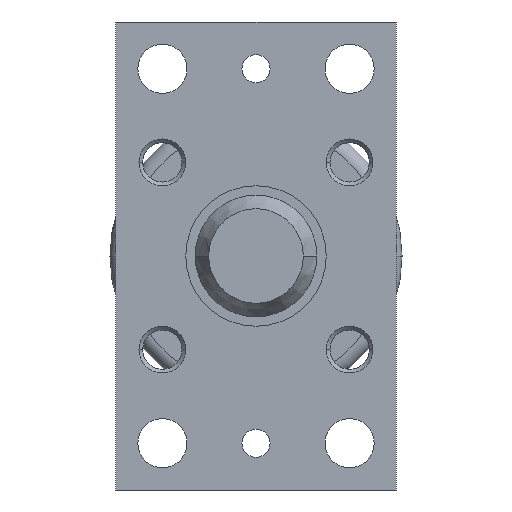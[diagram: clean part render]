
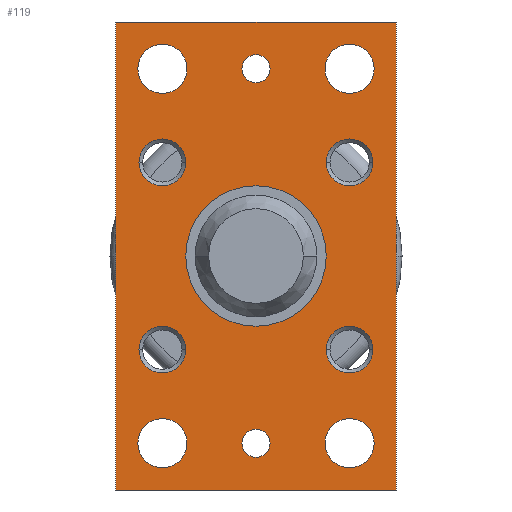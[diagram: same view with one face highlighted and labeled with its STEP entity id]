
A CAD part, left-side view. The second image highlights one B-rep face of the part: STEP entity #119.
In plain terms, the highlighted planar face has unit normal (-1, 0, 0).
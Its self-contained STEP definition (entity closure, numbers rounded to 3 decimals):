
#119=ADVANCED_FACE('',(#266,#267,#268,#269,#270,#271,#272,#273,#274,#275,#276,#277),#278,.F.);
#266=FACE_BOUND('',#477,.T.);
#267=FACE_BOUND('',#478,.T.);
#268=FACE_BOUND('',#479,.T.);
#269=FACE_BOUND('',#480,.T.);
#270=FACE_BOUND('',#481,.T.);
#271=FACE_BOUND('',#482,.T.);
#272=FACE_BOUND('',#483,.T.);
#273=FACE_BOUND('',#484,.T.);
#274=FACE_BOUND('',#485,.T.);
#275=FACE_BOUND('',#486,.T.);
#276=FACE_BOUND('',#487,.T.);
#277=FACE_OUTER_BOUND('',#488,.T.);
#278=PLANE('',#489);
#477=EDGE_LOOP('',(#1010,#1011));
#478=EDGE_LOOP('',(#1012,#1013));
#479=EDGE_LOOP('',(#1014,#1015));
#480=EDGE_LOOP('',(#1016,#1017));
#481=EDGE_LOOP('',(#1018,#1019));
#482=EDGE_LOOP('',(#1020,#1021));
#483=EDGE_LOOP('',(#1022,#1023));
#484=EDGE_LOOP('',(#1024,#1025));
#485=EDGE_LOOP('',(#1026,#1027));
#486=EDGE_LOOP('',(#1028,#1029));
#487=EDGE_LOOP('',(#1030,#1031));
#488=EDGE_LOOP('',(#1032,#1033,#1034,#1035));
#489=AXIS2_PLACEMENT_3D('',#1036,#1037,#1038);
#1010=ORIENTED_EDGE('',*,*,#1464,.T.);
#1011=ORIENTED_EDGE('',*,*,#1440,.T.);
#1012=ORIENTED_EDGE('',*,*,#1465,.T.);
#1013=ORIENTED_EDGE('',*,*,#1436,.T.);
#1014=ORIENTED_EDGE('',*,*,#1432,.T.);
#1015=ORIENTED_EDGE('',*,*,#1466,.T.);
#1016=ORIENTED_EDGE('',*,*,#1422,.T.);
#1017=ORIENTED_EDGE('',*,*,#1469,.T.);
#1018=ORIENTED_EDGE('',*,*,#1412,.T.);
#1019=ORIENTED_EDGE('',*,*,#1472,.T.);
#1020=ORIENTED_EDGE('',*,*,#1402,.T.);
#1021=ORIENTED_EDGE('',*,*,#1475,.T.);
#1022=ORIENTED_EDGE('',*,*,#1478,.T.);
#1023=ORIENTED_EDGE('',*,*,#1392,.T.);
#1024=ORIENTED_EDGE('',*,*,#1479,.T.);
#1025=ORIENTED_EDGE('',*,*,#1388,.T.);
#1026=ORIENTED_EDGE('',*,*,#1480,.T.);
#1027=ORIENTED_EDGE('',*,*,#1384,.T.);
#1028=ORIENTED_EDGE('',*,*,#1481,.T.);
#1029=ORIENTED_EDGE('',*,*,#1380,.T.);
#1030=ORIENTED_EDGE('',*,*,#1445,.T.);
#1031=ORIENTED_EDGE('',*,*,#1444,.T.);
#1032=ORIENTED_EDGE('',*,*,#1489,.T.);
#1033=ORIENTED_EDGE('',*,*,#1486,.F.);
#1034=ORIENTED_EDGE('',*,*,#1488,.F.);
#1035=ORIENTED_EDGE('',*,*,#1483,.F.);
#1036=CARTESIAN_POINT('',(0.0,0.0,0.0));
#1037=DIRECTION('',(1.0,0.0,0.0));
#1038=DIRECTION('',(0.0,0.0,-1.0));
#1380=EDGE_CURVE('',#1599,#1603,#1605,.T.);
#1384=EDGE_CURVE('',#1607,#1611,#1613,.T.);
#1388=EDGE_CURVE('',#1615,#1619,#1621,.T.);
#1392=EDGE_CURVE('',#1623,#1627,#1629,.T.);
#1402=EDGE_CURVE('',#1643,#1645,#1647,.T.);
#1412=EDGE_CURVE('',#1661,#1663,#1665,.T.);
#1422=EDGE_CURVE('',#1679,#1681,#1683,.T.);
#1432=EDGE_CURVE('',#1697,#1699,#1701,.T.);
#1436=EDGE_CURVE('',#1703,#1707,#1709,.T.);
#1440=EDGE_CURVE('',#1711,#1715,#1717,.T.);
#1444=EDGE_CURVE('',#1719,#1723,#1725,.T.);
#1445=EDGE_CURVE('',#1723,#1719,#1726,.T.);
#1464=EDGE_CURVE('',#1715,#1711,#1752,.T.);
#1465=EDGE_CURVE('',#1707,#1703,#1753,.T.);
#1466=EDGE_CURVE('',#1699,#1697,#1754,.T.);
#1469=EDGE_CURVE('',#1681,#1679,#1757,.T.);
#1472=EDGE_CURVE('',#1663,#1661,#1760,.T.);
#1475=EDGE_CURVE('',#1645,#1643,#1763,.T.);
#1478=EDGE_CURVE('',#1627,#1623,#1766,.T.);
#1479=EDGE_CURVE('',#1619,#1615,#1767,.T.);
#1480=EDGE_CURVE('',#1611,#1607,#1768,.T.);
#1481=EDGE_CURVE('',#1603,#1599,#1769,.T.);
#1483=EDGE_CURVE('',#1770,#1772,#1773,.T.);
#1486=EDGE_CURVE('',#1775,#1777,#1778,.T.);
#1488=EDGE_CURVE('',#1772,#1775,#1780,.T.);
#1489=EDGE_CURVE('',#1770,#1777,#1781,.T.);
#1599=VERTEX_POINT('',#1965);
#1603=VERTEX_POINT('',#1970);
#1605=CIRCLE('',#1973,5.25);
#1607=VERTEX_POINT('',#1975);
#1611=VERTEX_POINT('',#1980);
#1613=CIRCLE('',#1983,5.25);
#1615=VERTEX_POINT('',#1985);
#1619=VERTEX_POINT('',#1990);
#1621=CIRCLE('',#1993,5.25);
#1623=VERTEX_POINT('',#1995);
#1627=VERTEX_POINT('',#2000);
#1629=CIRCLE('',#2003,5.25);
#1643=VERTEX_POINT('',#2021);
#1645=VERTEX_POINT('',#2024);
#1647=CIRCLE('',#2027,5.0);
#1661=VERTEX_POINT('',#2045);
#1663=VERTEX_POINT('',#2048);
#1665=CIRCLE('',#2051,5.0);
#1679=VERTEX_POINT('',#2069);
#1681=VERTEX_POINT('',#2072);
#1683=CIRCLE('',#2075,5.0);
#1697=VERTEX_POINT('',#2093);
#1699=VERTEX_POINT('',#2096);
#1701=CIRCLE('',#2099,5.0);
#1703=VERTEX_POINT('',#2101);
#1707=VERTEX_POINT('',#2106);
#1709=CIRCLE('',#2109,3.0);
#1711=VERTEX_POINT('',#2111);
#1715=VERTEX_POINT('',#2116);
#1717=CIRCLE('',#2119,3.0);
#1719=VERTEX_POINT('',#2121);
#1723=VERTEX_POINT('',#2126);
#1725=CIRCLE('',#2129,15.0);
#1726=CIRCLE('',#2130,15.0);
#1752=CIRCLE('',#2160,3.0);
#1753=CIRCLE('',#2161,3.0);
#1754=CIRCLE('',#2162,5.0);
#1757=CIRCLE('',#2165,5.0);
#1760=CIRCLE('',#2168,5.0);
#1763=CIRCLE('',#2171,5.0);
#1766=CIRCLE('',#2174,5.25);
#1767=CIRCLE('',#2175,5.25);
#1768=CIRCLE('',#2176,5.25);
#1769=CIRCLE('',#2177,5.25);
#1770=VERTEX_POINT('',#2178);
#1772=VERTEX_POINT('',#2181);
#1773=LINE('',#2182,#2183);
#1775=VERTEX_POINT('',#2186);
#1777=VERTEX_POINT('',#2189);
#1778=LINE('',#2190,#2191);
#1780=LINE('',#2194,#2195);
#1781=LINE('',#2196,#2197);
#1965=CARTESIAN_POINT('',(0.0,-20.0,-45.25));
#1970=CARTESIAN_POINT('',(0.0,-20.0,-34.75));
#1973=AXIS2_PLACEMENT_3D('',#2429,#2430,#2431);
#1975=CARTESIAN_POINT('',(0.0,-20.0,34.75));
#1980=CARTESIAN_POINT('',(0.0,-20.0,45.25));
#1983=AXIS2_PLACEMENT_3D('',#2437,#2438,#2439);
#1985=CARTESIAN_POINT('',(0.0,20.0,-45.25));
#1990=CARTESIAN_POINT('',(0.0,20.0,-34.75));
#1993=AXIS2_PLACEMENT_3D('',#2445,#2446,#2447);
#1995=CARTESIAN_POINT('',(0.0,20.0,34.75));
#2000=CARTESIAN_POINT('',(0.0,20.0,45.25));
#2003=AXIS2_PLACEMENT_3D('',#2453,#2454,#2455);
#2021=CARTESIAN_POINT('',(0.0,-15.0,-20.0));
#2024=CARTESIAN_POINT('',(0.0,-25.0,-20.0));
#2027=AXIS2_PLACEMENT_3D('',#2471,#2472,#2473);
#2045=CARTESIAN_POINT('',(0.0,-15.0,20.0));
#2048=CARTESIAN_POINT('',(0.0,-25.0,20.0));
#2051=AXIS2_PLACEMENT_3D('',#2489,#2490,#2491);
#2069=CARTESIAN_POINT('',(0.0,25.0,-20.0));
#2072=CARTESIAN_POINT('',(0.0,15.0,-20.0));
#2075=AXIS2_PLACEMENT_3D('',#2507,#2508,#2509);
#2093=CARTESIAN_POINT('',(0.0,25.0,20.0));
#2096=CARTESIAN_POINT('',(0.0,15.0,20.0));
#2099=AXIS2_PLACEMENT_3D('',#2525,#2526,#2527);
#2101=CARTESIAN_POINT('',(0.0,0.,-43.0));
#2106=CARTESIAN_POINT('',(0.0,0.,-37.0));
#2109=AXIS2_PLACEMENT_3D('',#2533,#2534,#2535);
#2111=CARTESIAN_POINT('',(0.0,0.,37.0));
#2116=CARTESIAN_POINT('',(0.0,0.,43.0));
#2119=AXIS2_PLACEMENT_3D('',#2541,#2542,#2543);
#2121=CARTESIAN_POINT('',(0.0,0.,-15.0));
#2126=CARTESIAN_POINT('',(0.0,0.,15.0));
#2129=AXIS2_PLACEMENT_3D('',#2549,#2550,#2551);
#2130=AXIS2_PLACEMENT_3D('',#2552,#2553,#2554);
#2160=AXIS2_PLACEMENT_3D('',#2601,#2602,#2603);
#2161=AXIS2_PLACEMENT_3D('',#2604,#2605,#2606);
#2162=AXIS2_PLACEMENT_3D('',#2607,#2608,#2609);
#2165=AXIS2_PLACEMENT_3D('',#2616,#2617,#2618);
#2168=AXIS2_PLACEMENT_3D('',#2625,#2626,#2627);
#2171=AXIS2_PLACEMENT_3D('',#2634,#2635,#2636);
#2174=AXIS2_PLACEMENT_3D('',#2643,#2644,#2645);
#2175=AXIS2_PLACEMENT_3D('',#2646,#2647,#2648);
#2176=AXIS2_PLACEMENT_3D('',#2649,#2650,#2651);
#2177=AXIS2_PLACEMENT_3D('',#2652,#2653,#2654);
#2178=CARTESIAN_POINT('',(0.0,30.0,50.0));
#2181=CARTESIAN_POINT('',(0.0,-30.0,50.0));
#2182=CARTESIAN_POINT('',(0.0,0.0,50.0));
#2183=VECTOR('',#2656,1.0);
#2186=CARTESIAN_POINT('',(0.0,-30.0,-50.0));
#2189=CARTESIAN_POINT('',(0.0,30.0,-50.0));
#2190=CARTESIAN_POINT('',(0.0,0.0,-50.0));
#2191=VECTOR('',#2659,1.0);
#2194=CARTESIAN_POINT('',(0.0,-30.0,0.0));
#2195=VECTOR('',#2661,1.0);
#2196=CARTESIAN_POINT('',(0.0,30.0,0.0));
#2197=VECTOR('',#2662,1.0);
#2429=CARTESIAN_POINT('',(0.0,-20.0,-40.0));
#2430=DIRECTION('',(1.0,0.0,0.0));
#2431=DIRECTION('',(0.0,0.0,-1.0));
#2437=CARTESIAN_POINT('',(0.0,-20.0,40.0));
#2438=DIRECTION('',(1.0,0.0,0.0));
#2439=DIRECTION('',(0.0,0.0,-1.0));
#2445=CARTESIAN_POINT('',(0.0,20.0,-40.0));
#2446=DIRECTION('',(1.0,0.0,0.0));
#2447=DIRECTION('',(0.0,0.0,-1.0));
#2453=CARTESIAN_POINT('',(0.0,20.0,40.0));
#2454=DIRECTION('',(1.0,0.0,0.0));
#2455=DIRECTION('',(0.0,0.0,-1.0));
#2471=CARTESIAN_POINT('',(0.0,-20.0,-20.0));
#2472=DIRECTION('',(1.0,0.0,0.0));
#2473=DIRECTION('',(0.0,1.0,0.0));
#2489=CARTESIAN_POINT('',(0.0,-20.0,20.0));
#2490=DIRECTION('',(1.0,0.0,0.0));
#2491=DIRECTION('',(0.0,1.0,0.0));
#2507=CARTESIAN_POINT('',(0.0,20.0,-20.0));
#2508=DIRECTION('',(1.0,0.0,0.0));
#2509=DIRECTION('',(0.0,1.0,0.0));
#2525=CARTESIAN_POINT('',(0.0,20.0,20.0));
#2526=DIRECTION('',(1.0,0.0,0.0));
#2527=DIRECTION('',(0.0,1.0,0.0));
#2533=CARTESIAN_POINT('',(0.0,0.0,-40.0));
#2534=DIRECTION('',(1.0,0.0,0.0));
#2535=DIRECTION('',(0.0,0.0,-1.0));
#2541=CARTESIAN_POINT('',(0.0,0.0,40.0));
#2542=DIRECTION('',(1.0,0.0,0.0));
#2543=DIRECTION('',(0.0,0.0,-1.0));
#2549=CARTESIAN_POINT('',(0.0,0.0,0.0));
#2550=DIRECTION('',(1.0,0.0,0.0));
#2551=DIRECTION('',(0.0,0.0,-1.0));
#2552=CARTESIAN_POINT('',(0.0,0.0,0.0));
#2553=DIRECTION('',(1.0,0.0,0.0));
#2554=DIRECTION('',(0.0,0.0,-1.0));
#2601=CARTESIAN_POINT('',(0.0,0.0,40.0));
#2602=DIRECTION('',(1.0,0.0,0.0));
#2603=DIRECTION('',(0.0,0.0,-1.0));
#2604=CARTESIAN_POINT('',(0.0,0.0,-40.0));
#2605=DIRECTION('',(1.0,0.0,0.0));
#2606=DIRECTION('',(0.0,0.0,-1.0));
#2607=CARTESIAN_POINT('',(0.0,20.0,20.0));
#2608=DIRECTION('',(1.0,0.0,0.0));
#2609=DIRECTION('',(0.0,1.0,0.0));
#2616=CARTESIAN_POINT('',(0.0,20.0,-20.0));
#2617=DIRECTION('',(1.0,0.0,0.0));
#2618=DIRECTION('',(0.0,1.0,0.0));
#2625=CARTESIAN_POINT('',(0.0,-20.0,20.0));
#2626=DIRECTION('',(1.0,0.0,0.0));
#2627=DIRECTION('',(0.0,1.0,0.0));
#2634=CARTESIAN_POINT('',(0.0,-20.0,-20.0));
#2635=DIRECTION('',(1.0,0.0,0.0));
#2636=DIRECTION('',(0.0,1.0,0.0));
#2643=CARTESIAN_POINT('',(0.0,20.0,40.0));
#2644=DIRECTION('',(1.0,0.0,0.0));
#2645=DIRECTION('',(0.0,0.0,-1.0));
#2646=CARTESIAN_POINT('',(0.0,20.0,-40.0));
#2647=DIRECTION('',(1.0,0.0,0.0));
#2648=DIRECTION('',(0.0,0.0,-1.0));
#2649=CARTESIAN_POINT('',(0.0,-20.0,40.0));
#2650=DIRECTION('',(1.0,0.0,0.0));
#2651=DIRECTION('',(0.0,0.0,-1.0));
#2652=CARTESIAN_POINT('',(0.0,-20.0,-40.0));
#2653=DIRECTION('',(1.0,0.0,0.0));
#2654=DIRECTION('',(0.0,0.0,-1.0));
#2656=DIRECTION('',(0.0,-1.0,0.0));
#2659=DIRECTION('',(0.0,1.0,0.0));
#2661=DIRECTION('',(0.0,0.0,-1.0));
#2662=DIRECTION('',(0.0,0.0,-1.0));
